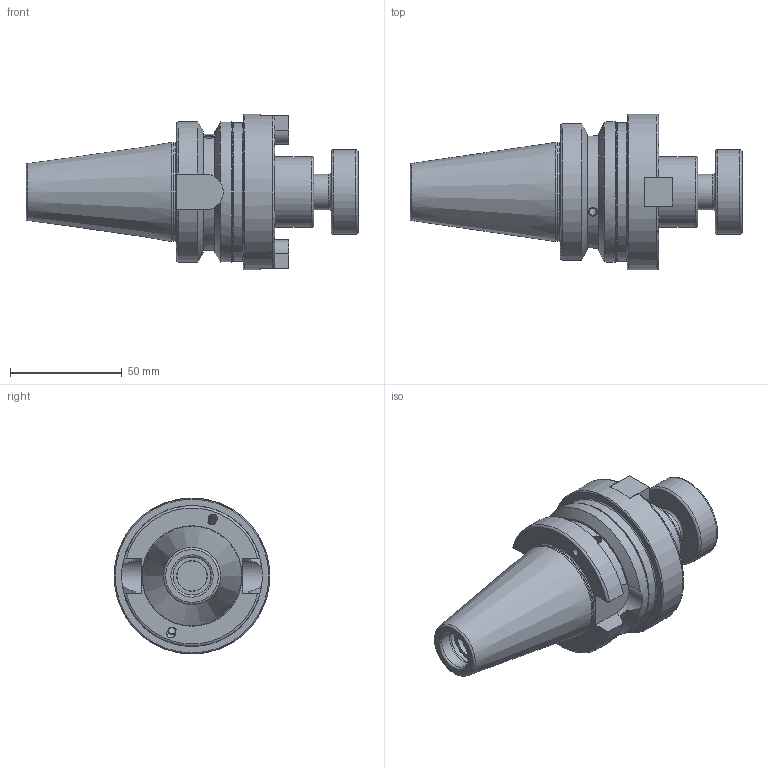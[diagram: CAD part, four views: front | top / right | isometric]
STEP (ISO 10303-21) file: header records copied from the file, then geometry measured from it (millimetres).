
FILE_DESCRIPTION(/* description */ (''),/* implementation_level */ '2;1');
FILE_NAME(/* name */ 'EH017B.stp',/* time_stamp */ '2022-08-05T14:06:17+09:00',/* author */ ('eos'),/* organization */ (''),/* preprocessor_version */ 'ST-DEVELOPER v18.1',/* originating_system */ 'Autodesk Inventor 2022',/* authorisation */ '');
FILE_SCHEMA (('AUTOMOTIVE_DESIGN { 1 0 10303 214 3 1 1 }'));
Products named in the file (5): LO-BT40ADB-SMA31.75-45.974; BT40; SMA27-DRIV EKEY-SECO; #4355; COLLAR BOLT-UNF3_8-24x24L
Assembly tree (4 placements, depth 2):
  LO-BT40ADB-SMA31.75-45.974
    BT40
    SMA27-DRIV EKEY-SECO  x2
    COLLAR BOLT-UNF3_8-24x24L
  #4355
Bounding box: 148.73 x 69.85 x 69.85 mm (x, y, z)
Volume: 216568.6 mm3; surface area: 41655.2 mm2
Topology: 6 solids, 6 shells, 156 faces, 379 edges, 245 vertices
Faces by surface type: plane 72, cylinder 46, cone 19, torus 19
Full cylindrical faces by diameter (mm): 3.242 x8, 3.683 x2, 4 x4, 4.826 x2, 5.5 x2, 7.925 x2, 8.7 x2, 12.7 x1, 13.5 x1, 13.835 x1, 14.351 x1, 15.875 x1, 16.5 x1, 17 x1, 17.6 x1, 31.75 x1, 38.1 x1, 44 x1, 62 x1, 63 x1, 69.85 x1
Entity records: 4335 total; most frequent: CARTESIAN_POINT 960, DIRECTION 711, ORIENTED_EDGE 638, EDGE_CURVE 319, AXIS2_PLACEMENT_3D 287, VERTEX_POINT 209, EDGE_LOOP 158, LINE 137
